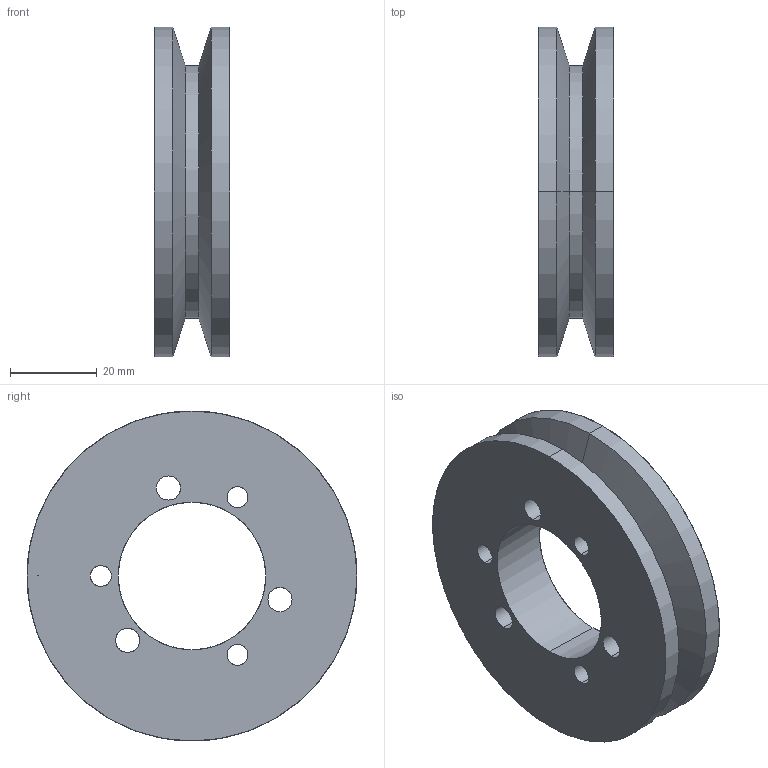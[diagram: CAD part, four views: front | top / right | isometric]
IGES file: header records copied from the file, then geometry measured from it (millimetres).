
Start section: SolidWorks IGES file using analytic representation for surfaces
Global section: file name: 1313V3012141548345795.igs; native system: SolidWorks 2010; preprocessor: SolidWorks 2010; author: partstream; date: 091214.154844; units: inch
Bounding box: 17.46 x 76.2 x 76.2 mm (x, y, z)
Surface area: 17059.6 mm2 (no closed solid volume)
Topology: 0 solids, 0 shells, 67 faces, 1076 edges, 1076 vertices
Faces by surface type: bspline 41, revolution 26
